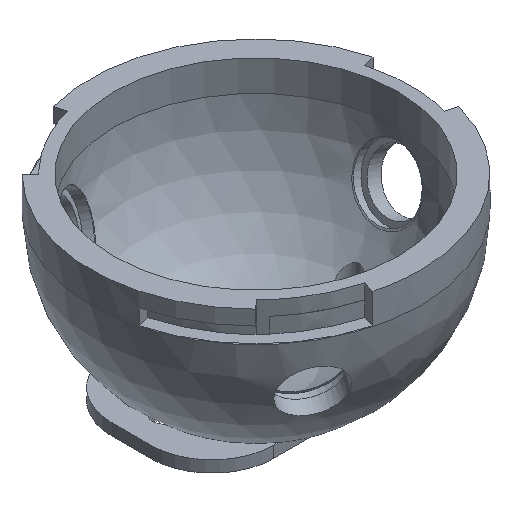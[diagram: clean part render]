
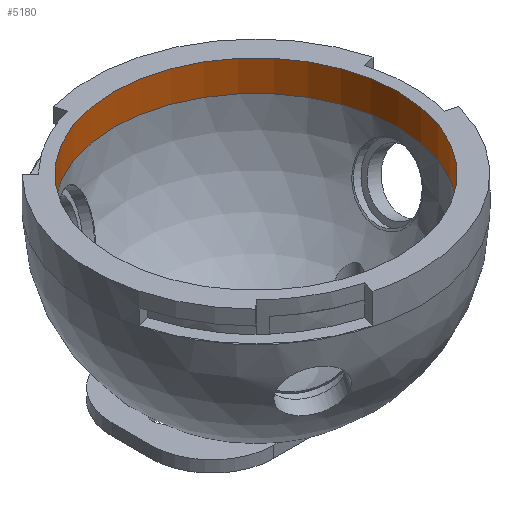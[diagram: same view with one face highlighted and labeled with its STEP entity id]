
A CAD part, isometric view. The second image highlights one B-rep face of the part: STEP entity #5180.
In plain terms, the highlighted cylindrical face has radius 18.5 mm (diameter 37 mm), a full revolution.
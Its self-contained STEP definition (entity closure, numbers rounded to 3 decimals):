
#95 = PLANE('',#96);
#96 = AXIS2_PLACEMENT_3D('',#97,#98,#99);
#97 = CARTESIAN_POINT('',(0.,0.,4.));
#98 = DIRECTION('',(0.,0.,1.));
#99 = DIRECTION('',(0.,-1.,0.));
#2202 = EDGE_CURVE('',#2203,#2203,#2205,.T.);
#2203 = VERTEX_POINT('',#2204);
#2204 = CARTESIAN_POINT('',(0.,-18.5,4.));
#2205 = SURFACE_CURVE('',#2206,(#2211,#2218),.PCURVE_S1.);
#2206 = CIRCLE('',#2207,18.5);
#2207 = AXIS2_PLACEMENT_3D('',#2208,#2209,#2210);
#2208 = CARTESIAN_POINT('',(0.,0.,4.));
#2209 = DIRECTION('',(-0.,0.,1.));
#2210 = DIRECTION('',(0.,-1.,0.));
#2211 = PCURVE('',#95,#2212);
#2212 = DEFINITIONAL_REPRESENTATION('',(#2213),#2217);
#2213 = CIRCLE('',#2214,18.5);
#2214 = AXIS2_PLACEMENT_2D('',#2215,#2216);
#2215 = CARTESIAN_POINT('',(0.,0.));
#2216 = DIRECTION('',(1.,0.));
#2217 = ( GEOMETRIC_REPRESENTATION_CONTEXT(2) 
PARAMETRIC_REPRESENTATION_CONTEXT() REPRESENTATION_CONTEXT('2D SPACE',''
  ) );
#2218 = PCURVE('',#2219,#2224);
#2219 = CYLINDRICAL_SURFACE('',#2220,18.5);
#2220 = AXIS2_PLACEMENT_3D('',#2221,#2222,#2223);
#2221 = CARTESIAN_POINT('',(0.,0.,-8.));
#2222 = DIRECTION('',(0.,0.,1.));
#2223 = DIRECTION('',(0.,-1.,0.));
#2224 = DEFINITIONAL_REPRESENTATION('',(#2225),#2229);
#2225 = LINE('',#2226,#2227);
#2226 = CARTESIAN_POINT('',(0.,12.));
#2227 = VECTOR('',#2228,1.);
#2228 = DIRECTION('',(1.,0.));
#2229 = ( GEOMETRIC_REPRESENTATION_CONTEXT(2) 
PARAMETRIC_REPRESENTATION_CONTEXT() REPRESENTATION_CONTEXT('2D SPACE',''
  ) );
#3859 = SPHERICAL_SURFACE('',#3860,18.5);
#3860 = AXIS2_PLACEMENT_3D('',#3861,#3862,#3863);
#3861 = CARTESIAN_POINT('',(0.,0.,0.));
#3862 = DIRECTION('',(0.,0.,1.));
#3863 = DIRECTION('',(0.,-1.,0.));
#5180 = ADVANCED_FACE('',(#5181),#2219,.F.);
#5181 = FACE_BOUND('',#5182,.F.);
#5182 = EDGE_LOOP('',(#5183,#5184,#5207,#5229));
#5183 = ORIENTED_EDGE('',*,*,#2202,.F.);
#5184 = ORIENTED_EDGE('',*,*,#5185,.F.);
#5185 = EDGE_CURVE('',#5186,#2203,#5188,.T.);
#5186 = VERTEX_POINT('',#5187);
#5187 = CARTESIAN_POINT('',(0.,-18.5,
    0.));
#5188 = SEAM_CURVE('',#5189,(#5193,#5200),.PCURVE_S1.);
#5189 = LINE('',#5190,#5191);
#5190 = CARTESIAN_POINT('',(0.,-18.5,-8.));
#5191 = VECTOR('',#5192,1.);
#5192 = DIRECTION('',(0.,0.,1.));
#5193 = PCURVE('',#2219,#5194);
#5194 = DEFINITIONAL_REPRESENTATION('',(#5195),#5199);
#5195 = LINE('',#5196,#5197);
#5196 = CARTESIAN_POINT('',(6.283,-0.));
#5197 = VECTOR('',#5198,1.);
#5198 = DIRECTION('',(0.,1.));
#5199 = ( GEOMETRIC_REPRESENTATION_CONTEXT(2) 
PARAMETRIC_REPRESENTATION_CONTEXT() REPRESENTATION_CONTEXT('2D SPACE',''
  ) );
#5200 = PCURVE('',#2219,#5201);
#5201 = DEFINITIONAL_REPRESENTATION('',(#5202),#5206);
#5202 = LINE('',#5203,#5204);
#5203 = CARTESIAN_POINT('',(0.,-0.));
#5204 = VECTOR('',#5205,1.);
#5205 = DIRECTION('',(0.,1.));
#5206 = ( GEOMETRIC_REPRESENTATION_CONTEXT(2) 
PARAMETRIC_REPRESENTATION_CONTEXT() REPRESENTATION_CONTEXT('2D SPACE',''
  ) );
#5207 = ORIENTED_EDGE('',*,*,#5208,.T.);
#5208 = EDGE_CURVE('',#5186,#5186,#5209,.T.);
#5209 = SURFACE_CURVE('',#5210,(#5215,#5222),.PCURVE_S1.);
#5210 = CIRCLE('',#5211,18.5);
#5211 = AXIS2_PLACEMENT_3D('',#5212,#5213,#5214);
#5212 = CARTESIAN_POINT('',(0.,0.,0.));
#5213 = DIRECTION('',(-0.,0.,1.));
#5214 = DIRECTION('',(0.,-1.,0.));
#5215 = PCURVE('',#2219,#5216);
#5216 = DEFINITIONAL_REPRESENTATION('',(#5217),#5221);
#5217 = LINE('',#5218,#5219);
#5218 = CARTESIAN_POINT('',(0.,8.));
#5219 = VECTOR('',#5220,1.);
#5220 = DIRECTION('',(1.,0.));
#5221 = ( GEOMETRIC_REPRESENTATION_CONTEXT(2) 
PARAMETRIC_REPRESENTATION_CONTEXT() REPRESENTATION_CONTEXT('2D SPACE',''
  ) );
#5222 = PCURVE('',#3859,#5223);
#5223 = DEFINITIONAL_REPRESENTATION('',(#5224),#5228);
#5224 = LINE('',#5225,#5226);
#5225 = CARTESIAN_POINT('',(0.,0.));
#5226 = VECTOR('',#5227,1.);
#5227 = DIRECTION('',(1.,0.));
#5228 = ( GEOMETRIC_REPRESENTATION_CONTEXT(2) 
PARAMETRIC_REPRESENTATION_CONTEXT() REPRESENTATION_CONTEXT('2D SPACE',''
  ) );
#5229 = ORIENTED_EDGE('',*,*,#5185,.T.);
